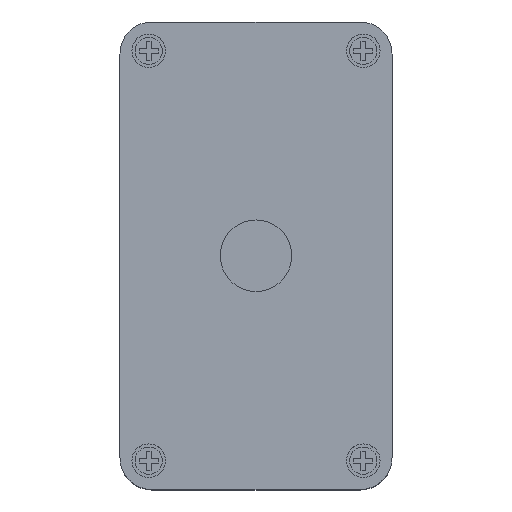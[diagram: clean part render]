
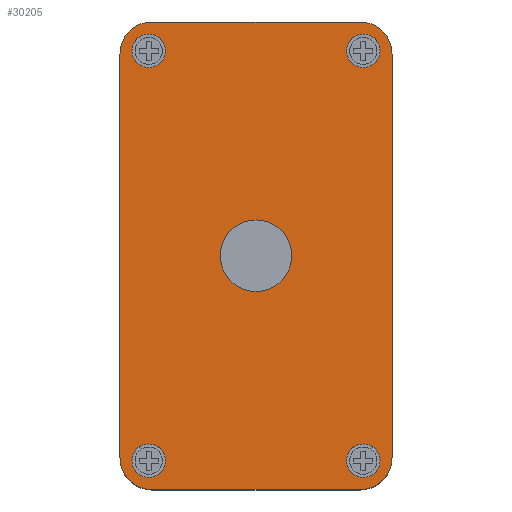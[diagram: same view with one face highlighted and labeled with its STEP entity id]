
A CAD part, top view. The second image highlights one B-rep face of the part: STEP entity #30205.
In plain terms, the highlighted planar face has unit normal (0, 0, 1).
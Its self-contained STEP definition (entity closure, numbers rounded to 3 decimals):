
#28718=CARTESIAN_POINT('',(75.,136.,30.2));
#28719=DIRECTION('',(0.,0.,1.));
#28720=DIRECTION('',(1.,0.,0.));
#28721=AXIS2_PLACEMENT_3D('',#28718,#28719,#28720);
#28723=DIRECTION('',(0.,1.,0.));
#28724=VECTOR('',#28723,126.);
#28725=CARTESIAN_POINT('',(85.,10.,30.2));
#28726=LINE('',#28725,#28724);
#28727=CARTESIAN_POINT('',(75.,10.,30.2));
#28728=DIRECTION('',(0.,0.,1.));
#28729=DIRECTION('',(0.,-1.,0.));
#28730=AXIS2_PLACEMENT_3D('',#28727,#28728,#28729);
#28732=DIRECTION('',(1.,0.,0.));
#28733=VECTOR('',#28732,65.);
#28734=CARTESIAN_POINT('',(10.,0.,30.2));
#28735=LINE('',#28734,#28733);
#28736=CARTESIAN_POINT('',(10.,10.,30.2));
#28737=DIRECTION('',(0.,0.,1.));
#28738=DIRECTION('',(-1.,0.,0.));
#28739=AXIS2_PLACEMENT_3D('',#28736,#28737,#28738);
#28741=DIRECTION('',(0.,-1.,0.));
#28742=VECTOR('',#28741,126.);
#28743=CARTESIAN_POINT('',(0.,136.,30.2));
#28744=LINE('',#28743,#28742);
#28745=CARTESIAN_POINT('',(10.,136.,30.2));
#28746=DIRECTION('',(0.,0.,1.));
#28747=DIRECTION('',(0.,1.,0.));
#28748=AXIS2_PLACEMENT_3D('',#28745,#28746,#28747);
#28750=DIRECTION('',(-1.,0.,0.));
#28751=VECTOR('',#28750,65.);
#28752=CARTESIAN_POINT('',(75.,146.,30.2));
#28753=LINE('',#28752,#28751);
#28754=CARTESIAN_POINT('',(76.,9.,30.2));
#28755=DIRECTION('',(0.,0.,1.));
#28756=DIRECTION('',(1.,0.,0.));
#28757=AXIS2_PLACEMENT_3D('',#28754,#28755,#28756);
#28759=CARTESIAN_POINT('',(76.,9.,30.2));
#28760=DIRECTION('',(0.,0.,1.));
#28761=DIRECTION('',(-1.,0.,0.));
#28762=AXIS2_PLACEMENT_3D('',#28759,#28760,#28761);
#28764=CARTESIAN_POINT('',(9.,9.,30.2));
#28765=DIRECTION('',(0.,0.,1.));
#28766=DIRECTION('',(1.,0.,0.));
#28767=AXIS2_PLACEMENT_3D('',#28764,#28765,#28766);
#28769=CARTESIAN_POINT('',(9.,9.,30.2));
#28770=DIRECTION('',(0.,0.,1.));
#28771=DIRECTION('',(-1.,0.,0.));
#28772=AXIS2_PLACEMENT_3D('',#28769,#28770,#28771);
#28774=CARTESIAN_POINT('',(9.,137.,30.2));
#28775=DIRECTION('',(0.,0.,1.));
#28776=DIRECTION('',(1.,0.,0.));
#28777=AXIS2_PLACEMENT_3D('',#28774,#28775,#28776);
#28779=CARTESIAN_POINT('',(9.,137.,30.2));
#28780=DIRECTION('',(0.,0.,1.));
#28781=DIRECTION('',(-1.,0.,0.));
#28782=AXIS2_PLACEMENT_3D('',#28779,#28780,#28781);
#28784=CARTESIAN_POINT('',(76.,137.,30.2));
#28785=DIRECTION('',(0.,0.,1.));
#28786=DIRECTION('',(1.,0.,0.));
#28787=AXIS2_PLACEMENT_3D('',#28784,#28785,#28786);
#28789=CARTESIAN_POINT('',(76.,137.,30.2));
#28790=DIRECTION('',(0.,0.,1.));
#28791=DIRECTION('',(-1.,0.,0.));
#28792=AXIS2_PLACEMENT_3D('',#28789,#28790,#28791);
#28794=CARTESIAN_POINT('',(42.5,73.,30.2));
#28795=DIRECTION('',(0.,0.,-1.));
#28796=DIRECTION('',(-1.,0.,0.));
#28797=AXIS2_PLACEMENT_3D('',#28794,#28795,#28796);
#28799=CARTESIAN_POINT('',(42.5,73.,30.2));
#28800=DIRECTION('',(0.,0.,-1.));
#28801=DIRECTION('',(1.,0.,0.));
#28802=AXIS2_PLACEMENT_3D('',#28799,#28800,#28801);
#29670=CARTESIAN_POINT('',(85.,136.,30.2));
#29671=VERTEX_POINT('',#29670);
#29672=CARTESIAN_POINT('',(75.,146.,30.2));
#29673=VERTEX_POINT('',#29672);
#29678=CARTESIAN_POINT('',(10.,146.,30.2));
#29679=VERTEX_POINT('',#29678);
#29680=CARTESIAN_POINT('',(0.,136.,30.2));
#29681=VERTEX_POINT('',#29680);
#29686=CARTESIAN_POINT('',(75.,0.,30.2));
#29687=VERTEX_POINT('',#29686);
#29688=CARTESIAN_POINT('',(85.,10.,30.2));
#29689=VERTEX_POINT('',#29688);
#29694=CARTESIAN_POINT('',(0.,10.,30.2));
#29695=VERTEX_POINT('',#29694);
#29696=CARTESIAN_POINT('',(10.,0.,30.2));
#29697=VERTEX_POINT('',#29696);
#29714=CARTESIAN_POINT('',(81.25,9.,30.2));
#29715=CARTESIAN_POINT('',(70.75,9.,30.2));
#29716=VERTEX_POINT('',#29714);
#29717=VERTEX_POINT('',#29715);
#29718=CARTESIAN_POINT('',(14.25,9.,30.2));
#29719=CARTESIAN_POINT('',(3.75,9.,30.2));
#29720=VERTEX_POINT('',#29718);
#29721=VERTEX_POINT('',#29719);
#29722=CARTESIAN_POINT('',(14.25,137.,30.2));
#29723=CARTESIAN_POINT('',(3.75,137.,30.2));
#29724=VERTEX_POINT('',#29722);
#29725=VERTEX_POINT('',#29723);
#29726=CARTESIAN_POINT('',(81.25,137.,30.2));
#29727=CARTESIAN_POINT('',(70.75,137.,30.2));
#29728=VERTEX_POINT('',#29726);
#29729=VERTEX_POINT('',#29727);
#29994=CARTESIAN_POINT('',(31.325,73.,30.2));
#29995=CARTESIAN_POINT('',(53.675,73.,30.2));
#29996=VERTEX_POINT('',#29994);
#29997=VERTEX_POINT('',#29995);
#30160=CARTESIAN_POINT('',(0.,0.,30.2));
#30161=DIRECTION('',(0.,0.,1.));
#30162=DIRECTION('',(1.,0.,0.));
#30163=AXIS2_PLACEMENT_3D('',#30160,#30161,#30162);
#30164=PLANE('',#30163);
#30165=ORIENTED_EDGE('',*,*,#30056,.F.);
#30166=ORIENTED_EDGE('',*,*,#30072,.F.);
#30167=ORIENTED_EDGE('',*,*,#30085,.F.);
#30168=ORIENTED_EDGE('',*,*,#30100,.F.);
#30169=ORIENTED_EDGE('',*,*,#30113,.F.);
#30170=ORIENTED_EDGE('',*,*,#30126,.F.);
#30171=ORIENTED_EDGE('',*,*,#30141,.F.);
#30172=ORIENTED_EDGE('',*,*,#30153,.F.);
#30173=EDGE_LOOP('',(#30165,#30166,#30167,#30168,#30169,#30170,#30171,#30172));
#30174=FACE_OUTER_BOUND('',#30173,.F.);
#30176=ORIENTED_EDGE('',*,*,#30175,.T.);
#30178=ORIENTED_EDGE('',*,*,#30177,.T.);
#30179=EDGE_LOOP('',(#30176,#30178));
#30180=FACE_BOUND('',#30179,.F.);
#30182=ORIENTED_EDGE('',*,*,#30181,.T.);
#30184=ORIENTED_EDGE('',*,*,#30183,.T.);
#30185=EDGE_LOOP('',(#30182,#30184));
#30186=FACE_BOUND('',#30185,.F.);
#30188=ORIENTED_EDGE('',*,*,#30187,.T.);
#30190=ORIENTED_EDGE('',*,*,#30189,.T.);
#30191=EDGE_LOOP('',(#30188,#30190));
#30192=FACE_BOUND('',#30191,.F.);
#30194=ORIENTED_EDGE('',*,*,#30193,.T.);
#30196=ORIENTED_EDGE('',*,*,#30195,.T.);
#30197=EDGE_LOOP('',(#30194,#30196));
#30198=FACE_BOUND('',#30197,.F.);
#30200=ORIENTED_EDGE('',*,*,#30199,.F.);
#30202=ORIENTED_EDGE('',*,*,#30201,.F.);
#30203=EDGE_LOOP('',(#30200,#30202));
#30204=FACE_BOUND('',#30203,.F.);
#28722=CIRCLE('',#28721,10.);
#28731=CIRCLE('',#28730,10.);
#28740=CIRCLE('',#28739,10.);
#28749=CIRCLE('',#28748,10.);
#28758=CIRCLE('',#28757,5.25);
#28763=CIRCLE('',#28762,5.25);
#28768=CIRCLE('',#28767,5.25);
#28773=CIRCLE('',#28772,5.25);
#28778=CIRCLE('',#28777,5.25);
#28783=CIRCLE('',#28782,5.25);
#28788=CIRCLE('',#28787,5.25);
#28793=CIRCLE('',#28792,5.25);
#28798=CIRCLE('',#28797,11.175);
#28803=CIRCLE('',#28802,11.175);
#30056=EDGE_CURVE('',#29671,#29673,#28722,.T.);
#30072=EDGE_CURVE('',#29689,#29671,#28726,.T.);
#30085=EDGE_CURVE('',#29687,#29689,#28731,.T.);
#30100=EDGE_CURVE('',#29697,#29687,#28735,.T.);
#30113=EDGE_CURVE('',#29695,#29697,#28740,.T.);
#30126=EDGE_CURVE('',#29681,#29695,#28744,.T.);
#30141=EDGE_CURVE('',#29679,#29681,#28749,.T.);
#30153=EDGE_CURVE('',#29673,#29679,#28753,.T.);
#30175=EDGE_CURVE('',#29716,#29717,#28758,.T.);
#30177=EDGE_CURVE('',#29717,#29716,#28763,.T.);
#30181=EDGE_CURVE('',#29720,#29721,#28768,.T.);
#30183=EDGE_CURVE('',#29721,#29720,#28773,.T.);
#30187=EDGE_CURVE('',#29724,#29725,#28778,.T.);
#30189=EDGE_CURVE('',#29725,#29724,#28783,.T.);
#30193=EDGE_CURVE('',#29728,#29729,#28788,.T.);
#30195=EDGE_CURVE('',#29729,#29728,#28793,.T.);
#30199=EDGE_CURVE('',#29996,#29997,#28798,.T.);
#30201=EDGE_CURVE('',#29997,#29996,#28803,.T.);
#30205=ADVANCED_FACE('',(#30174,#30180,#30186,#30192,#30198,#30204),#30164,.T.);
